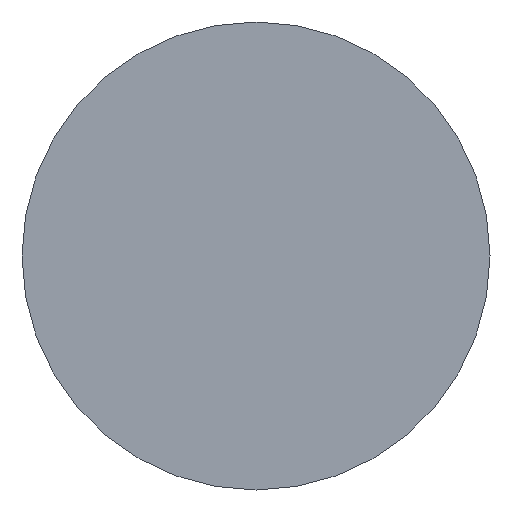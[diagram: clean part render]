
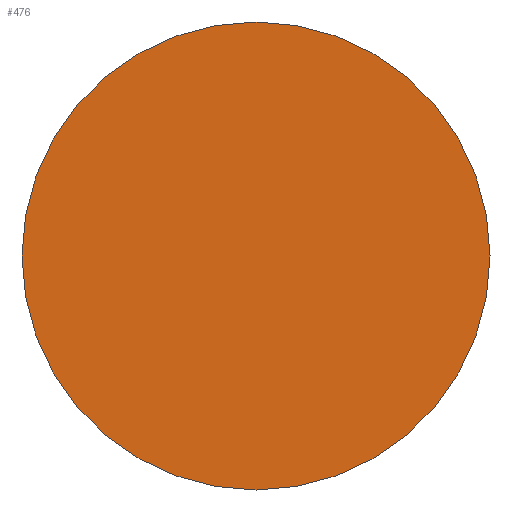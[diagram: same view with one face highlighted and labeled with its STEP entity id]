
A CAD part, left-side view. The second image highlights one B-rep face of the part: STEP entity #476.
In plain terms, the highlighted planar face has unit normal (-1, 0, 0).
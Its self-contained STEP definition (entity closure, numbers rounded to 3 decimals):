
#17 = AXIS2_PLACEMENT_3D ( 'NONE', #1393, #1010, #2172 ) ;
#212 = CIRCLE ( 'NONE', #1300, 6. ) ;
#252 = AXIS2_PLACEMENT_3D ( 'NONE', #724, #1462, #1657 ) ;
#476 = ADVANCED_FACE ( 'NONE', ( #676 ), #1415, .T. ) ;
#523 = CIRCLE ( 'NONE', #252, 6. ) ;
#570 = VERTEX_POINT ( 'NONE', #1087 ) ;
#576 = EDGE_CURVE ( 'NONE', #570, #2097, #212, .T. ) ;
#676 = FACE_OUTER_BOUND ( 'NONE', #2234, .T. ) ;
#724 = CARTESIAN_POINT ( 'NONE',  ( -90., 0., 0. ) ) ;
#857 = ORIENTED_EDGE ( 'NONE', *, *, #1118, .F. ) ;
#876 = DIRECTION ( 'NONE',  ( 1., 0., 0. ) ) ;
#911 = ORIENTED_EDGE ( 'NONE', *, *, #576, .F. ) ;
#1010 = DIRECTION ( 'NONE',  ( -1., 0., 0. ) ) ;
#1087 = CARTESIAN_POINT ( 'NONE',  ( -90., -6., 0. ) ) ;
#1118 = EDGE_CURVE ( 'NONE', #2097, #570, #523, .T. ) ;
#1157 = CARTESIAN_POINT ( 'NONE',  ( -90., 6., 0. ) ) ;
#1279 = DIRECTION ( 'NONE',  ( 0., 1., 0. ) ) ;
#1300 = AXIS2_PLACEMENT_3D ( 'NONE', #2033, #876, #1279 ) ;
#1393 = CARTESIAN_POINT ( 'NONE',  ( -90., 0., 0. ) ) ;
#1415 = PLANE ( 'NONE',  #17 ) ;
#1462 = DIRECTION ( 'NONE',  ( 1., 0., 0. ) ) ;
#1657 = DIRECTION ( 'NONE',  ( 0., 1., 0. ) ) ;
#2033 = CARTESIAN_POINT ( 'NONE',  ( -90., 0., 0. ) ) ;
#2097 = VERTEX_POINT ( 'NONE', #1157 ) ;
#2172 = DIRECTION ( 'NONE',  ( 0., -1., 0. ) ) ;
#2234 = EDGE_LOOP ( 'NONE', ( #857, #911 ) ) ;
